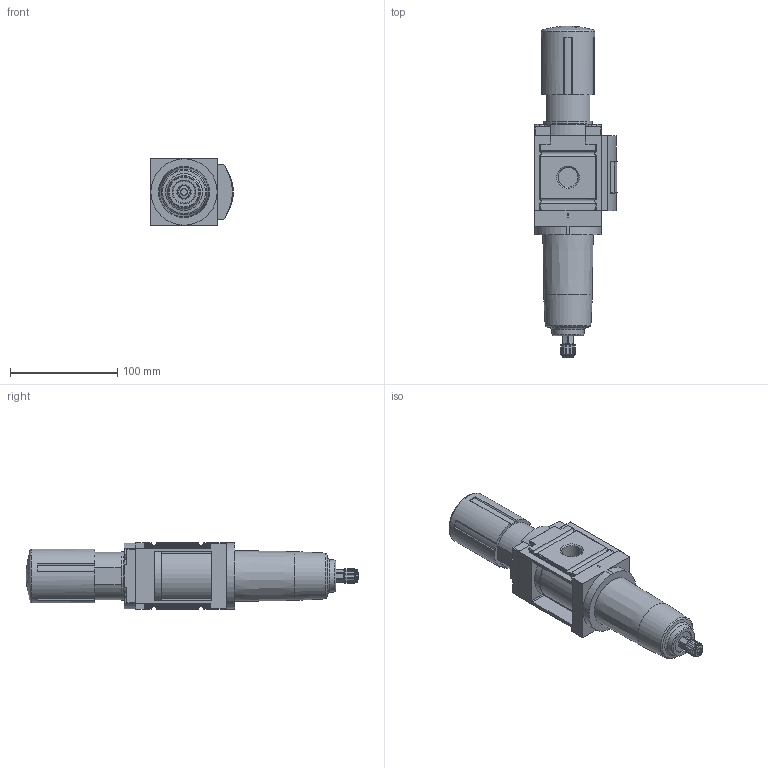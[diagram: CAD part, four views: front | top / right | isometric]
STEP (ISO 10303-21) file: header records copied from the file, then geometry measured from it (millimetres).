
FILE_DESCRIPTION(/* description */ ('STEP AP214'),/* implementation_level */ '2;1');
FILE_NAME(/* name */ '8175820_MS6-LFR-1_2-D6-E-P-M-AG-BAR-F1A-B',/* time_stamp */ '2024-09-10T17:47:53+02:00',/* author */ ('License CC BY-ND 4.0'),/* organization */ ('CADENAS'),/* preprocessor_version */ 'ST-DEVELOPER v19.3',/* originating_system */ 'PARTsolutions',/* authorisation */ ' ');
FILE_SCHEMA (('AUTOMOTIVE_DESIGN {1 0 10303 214 3 1 1}'));
Length unit declared in the file: millimetre
Products named in the file (1): 8175820 MS6-LFR-1/2-D6-E-P-M-AG-BAR-F1A-B---(high)
Bounding box: 76.88 x 309.63 x 62 mm (x, y, z)
Volume: 687826.9 mm3; surface area: 69966.3 mm2
Topology: 1 solids, 1 shells, 447 faces, 1213 edges, 800 vertices
Faces by surface type: plane 207, cylinder 206, cone 20, torus 14
Full cylindrical faces by diameter (mm): 6 x5, 7.5 x1, 8.72 x1, 18.631 x2, 45 x1, 50.23 x1
Entity records: 17231 total; most frequent: CARTESIAN_POINT 2883, ORIENTED_EDGE 2338, DIRECTION 2328, EDGE_CURVE 1169, AXIS2_PLACEMENT_3D 853, VERTEX_POINT 790, LINE 622, VECTOR 622
